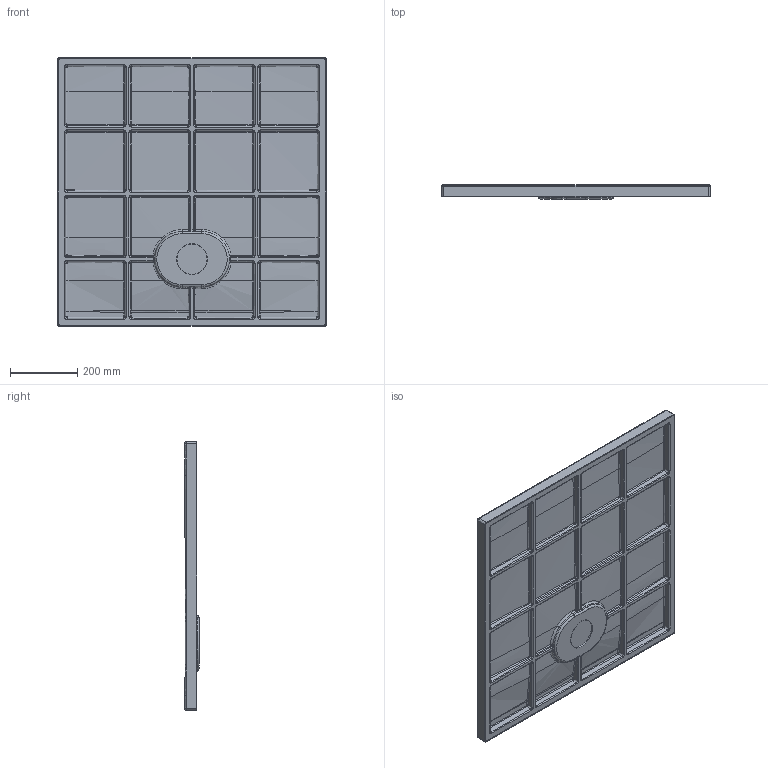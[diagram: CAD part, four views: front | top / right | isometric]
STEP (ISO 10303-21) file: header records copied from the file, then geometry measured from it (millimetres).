
FILE_DESCRIPTION((''),'2;1');
FILE_NAME('WN1724_ASM','2025-09-05T15:22:25',('ShoresI'),('AMERICAN STANDARD B&K'),'CREO PARAMETRIC BY PTC INC, 2024253','CREO PARAMETRIC BY PTC INC, 2024253','');
FILE_SCHEMA(('AUTOMOTIVE_DESIGN { 1 0 10303 214 1 1 1 1 }'));
Products named in the file (34): WA1253_AF0; LOGO_VB_16052023_1_1; LOGO_VB_16052023_1_2; LOGO_VB_16052023_1_3; LOGO_VB_16052023_1_4; LOGO_VB_16052023_1_5; LOGO_VB_16052023_1_6; LOGO_VB_16052023_1_7; LOGO_VB_16052023_1_8; LOGO_VB_16052023_1_9; LOGO_VB_16052023_1_10; LOGO_VB_16052023_1_11; LOGO_VB_16052023_1_12; LOGO_VB_16052023_1_13; LOGO_VB_16052023_1_14; LOGO_VB_16052023_1_15; LOGO_VB_16052023_1_16; LOGO_VB_16052023_1_17; LOGO_VB_16052023_1_18; LOGO_VB_16052023_1_19; LOGO_VB_16052023_1_20; LOGO_VB_16052023_1_21; LOGO_VB_16052023_1_22; LOGO_VB_16052023_1_23; LOGO_VB_16052023_1_24; LOGO_VB_16052023_1_25; LOGO_VB_16052023_1_26; LOGO_VB_16052023_1_27; LOGO_VB_16052023_1_28; LOGO_VB_16052023_1_ASM; WO0760_BACKING_AF0; WF0331_AF1; WF0332; WN1724_ASM
Assembly tree (33 placements, depth 3):
  WN1724_ASM
    WA1253_AF0
    LOGO_VB_16052023_1_ASM
      LOGO_VB_16052023_1_1
      LOGO_VB_16052023_1_2
      LOGO_VB_16052023_1_3
      LOGO_VB_16052023_1_4
      LOGO_VB_16052023_1_5
      LOGO_VB_16052023_1_6
      LOGO_VB_16052023_1_7
      LOGO_VB_16052023_1_8
      LOGO_VB_16052023_1_9
      LOGO_VB_16052023_1_10
      LOGO_VB_16052023_1_11
      LOGO_VB_16052023_1_12
      LOGO_VB_16052023_1_13
      LOGO_VB_16052023_1_14
      LOGO_VB_16052023_1_15
      LOGO_VB_16052023_1_16
      LOGO_VB_16052023_1_17
      LOGO_VB_16052023_1_18
      LOGO_VB_16052023_1_19
      LOGO_VB_16052023_1_20
      LOGO_VB_16052023_1_21
      LOGO_VB_16052023_1_22
      LOGO_VB_16052023_1_23
      LOGO_VB_16052023_1_24
      LOGO_VB_16052023_1_25
      LOGO_VB_16052023_1_26
      LOGO_VB_16052023_1_27
      LOGO_VB_16052023_1_28
    WO0760_BACKING_AF0
    WF0331_AF1
    WF0332
Bounding box: 800 x 42.05 x 800 mm (x, y, z)
Volume: 11627466.7 mm3; surface area: 3699861 mm2
Topology: 32 solids, 38 shells, 1438 faces, 3799 edges, 2585 vertices
Faces by surface type: bspline 497, plane 467, extrusion 200, cylinder 184, cone 68, torus 14, revolution 8
Entity records: 86534 total; most frequent: CARTESIAN_POINT 39429, ORIENTED_EDGE 7034, DIRECTION 5063, EDGE_CURVE 3539, VERTEX_POINT 2210, PROPERTY_DEFINITION 2038, REPRESENTATION 2004, PROPERTY_DEFINITION_REPRESENTATION 2004
